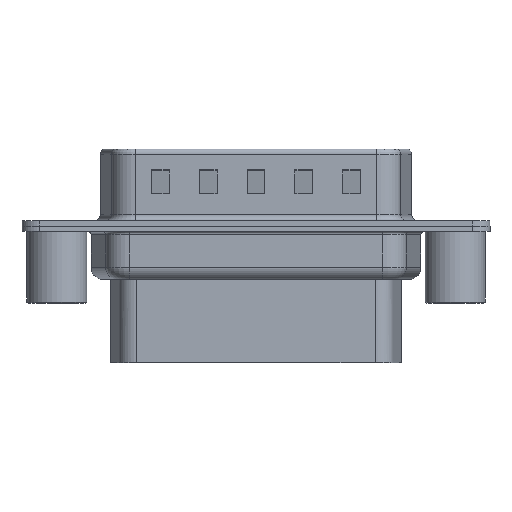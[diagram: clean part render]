
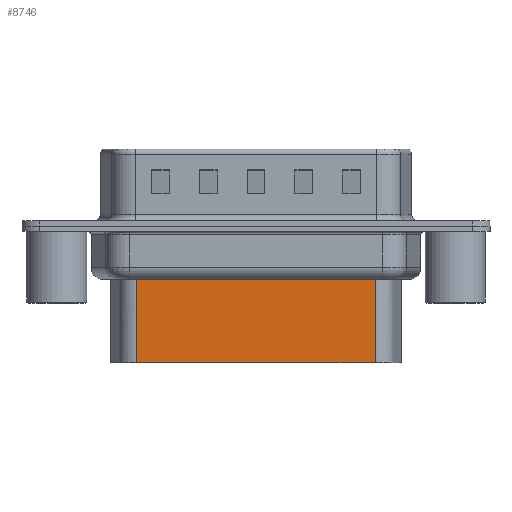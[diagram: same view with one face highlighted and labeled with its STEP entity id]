
A CAD part, front view. The second image highlights one B-rep face of the part: STEP entity #8746.
In plain terms, the highlighted planar face has unit normal (0, -1, 0).
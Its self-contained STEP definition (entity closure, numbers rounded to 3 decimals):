
#456 = ORIENTED_EDGE ( 'NONE', *, *, #4129, .F. ) ;
#703 = VERTEX_POINT ( 'NONE', #5310 ) ;
#1065 = CARTESIAN_POINT ( 'NONE',  ( 6.434, -3.5, -4.097 ) ) ;
#1110 = VECTOR ( 'NONE', #9923, 1000. ) ;
#1129 = ORIENTED_EDGE ( 'NONE', *, *, #5669, .T. ) ;
#1418 = FACE_OUTER_BOUND ( 'NONE', #9482, .T. ) ;
#1696 = ORIENTED_EDGE ( 'NONE', *, *, #12338, .T. ) ;
#1697 = CARTESIAN_POINT ( 'NONE',  ( 26.619, -3.5, -3.1 ) ) ;
#1714 = PLANE ( 'NONE',  #7762 ) ;
#2006 = CARTESIAN_POINT ( 'NONE',  ( 6.681, -3.5, -4.097 ) ) ;
#2256 = DIRECTION ( 'NONE',  ( -1., 0., 0. ) ) ;
#2265 = VECTOR ( 'NONE', #2256, 1000. ) ;
#3049 = CARTESIAN_POINT ( 'NONE',  ( 6.681, -3.5, -11.45 ) ) ;
#4129 = EDGE_CURVE ( 'NONE', #703, #5319, #5392, .T. ) ;
#4496 = VECTOR ( 'NONE', #4781, 1000. ) ;
#4645 = ORIENTED_EDGE ( 'NONE', *, *, #7182, .F. ) ;
#4781 = DIRECTION ( 'NONE',  ( 0., 0., -1. ) ) ;
#5252 = DIRECTION ( 'NONE',  ( 1., 0., 0. ) ) ;
#5310 = CARTESIAN_POINT ( 'NONE',  ( 26.619, -3.5, -11.45 ) ) ;
#5319 = VERTEX_POINT ( 'NONE', #3049 ) ;
#5392 = LINE ( 'NONE', #10511, #2265 ) ;
#5669 = EDGE_CURVE ( 'NONE', #10583, #14651, #12014, .T. ) ;
#5970 = CARTESIAN_POINT ( 'NONE',  ( 6.681, -3.5, -3.1 ) ) ;
#7182 = EDGE_CURVE ( 'NONE', #10583, #703, #7345, .T. ) ;
#7345 = LINE ( 'NONE', #1697, #1110 ) ;
#7762 = AXIS2_PLACEMENT_3D ( 'NONE', #14702, #12353, #5252 ) ;
#8746 = ADVANCED_FACE ( 'NONE', ( #1418 ), #1714, .T. ) ;
#8789 = CARTESIAN_POINT ( 'NONE',  ( 26.619, -3.5, -4.097 ) ) ;
#8868 = VECTOR ( 'NONE', #15213, 1000. ) ;
#9482 = EDGE_LOOP ( 'NONE', ( #4645, #1129, #1696, #456 ) ) ;
#9923 = DIRECTION ( 'NONE',  ( 0., 0., -1. ) ) ;
#10425 = LINE ( 'NONE', #5970, #4496 ) ;
#10511 = CARTESIAN_POINT ( 'NONE',  ( 6.681, -3.5, -11.45 ) ) ;
#10583 = VERTEX_POINT ( 'NONE', #8789 ) ;
#12014 = LINE ( 'NONE', #1065, #8868 ) ;
#12338 = EDGE_CURVE ( 'NONE', #14651, #5319, #10425, .T. ) ;
#12353 = DIRECTION ( 'NONE',  ( 0., -1., 0. ) ) ;
#14651 = VERTEX_POINT ( 'NONE', #2006 ) ;
#14702 = CARTESIAN_POINT ( 'NONE',  ( 6.681, -3.5, -3.1 ) ) ;
#15213 = DIRECTION ( 'NONE',  ( -1., 0., 0. ) ) ;
